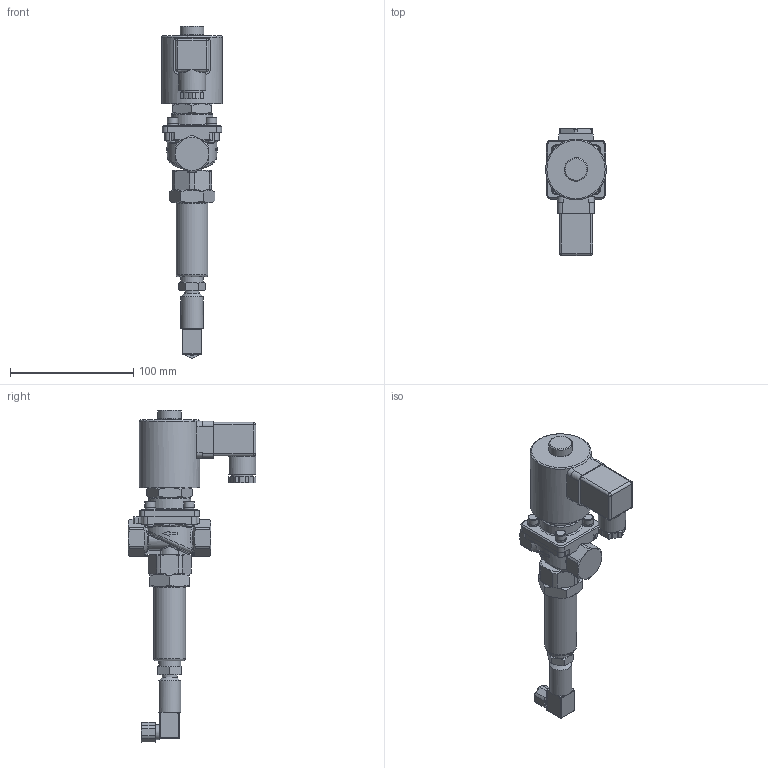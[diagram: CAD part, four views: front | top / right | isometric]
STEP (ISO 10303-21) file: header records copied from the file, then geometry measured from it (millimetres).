
FILE_DESCRIPTION(/* description */ ('3D-Modell 035.001639'),/* implementation_level */ '2;1');
FILE_NAME(/* name */ '035.001639_A3523-1004-.802-NG-E8-OF.stp',/* time_stamp */ '2021-06-02T14:56:46+02:00',/* author */ ('TBartelsmeier'),/* organization */ (''),/* preprocessor_version */ 'ST-DEVELOPER v16.1',/* originating_system */ 'Autodesk Inventor 2016',/* authorisation */ '');
FILE_SCHEMA (('AUTOMOTIVE_DESIGN { 1 0 10303 214 3 1 1 }'));
Length unit declared in the file: millimetre
Products named in the file (1): 88-005145
Bounding box: 49.2 x 103.3 x 269.09 mm (x, y, z)
Volume: 308794.4 mm3; surface area: 47567.9 mm2
Topology: 2 solids, 2 shells, 506 faces, 1289 edges, 787 vertices
Faces by surface type: plane 210, cylinder 135, cone 75, bspline 44, torus 28, sphere 14
Full cylindrical faces by diameter (mm): 5 x4, 8.5 x4, 12 x2, 17 x1, 18 x2, 19 x1, 22 x1, 25.8 x1, 34 x1, 49.2 x1
Entity records: 17244 total; most frequent: CARTESIAN_POINT 5290, ORIENTED_EDGE 2440, DIRECTION 2286, EDGE_CURVE 1220, AXIS2_PLACEMENT_3D 899, VERTEX_POINT 768, EDGE_LOOP 564, STYLED_ITEM 508
